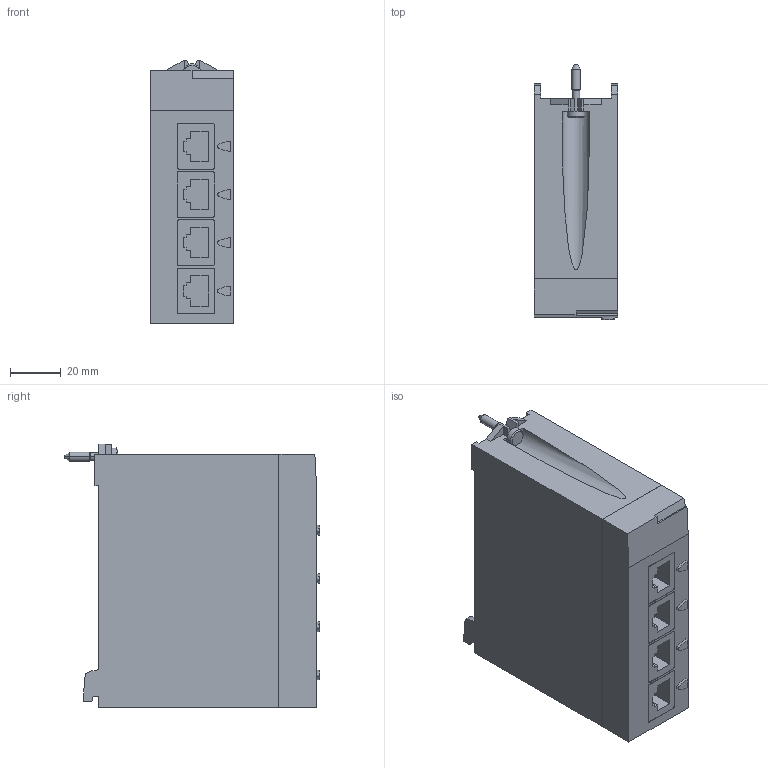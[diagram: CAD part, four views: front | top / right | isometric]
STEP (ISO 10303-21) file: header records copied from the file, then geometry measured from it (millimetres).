
FILE_DESCRIPTION(('starvars output'),'2;1');
FILE_NAME('BMXNOC0401_3D.stp','12:15:02 2020/04/01',( 'Thomas Industrial Network Germany GmbH'),( 'Thomas Industrial Network Germany GmbH'),'unknown preprocess','ACIS' ,'unknown authorization');
FILE_SCHEMA(('CONFIG_CONTROL_DESIGN {UNKNOWN IMPLEMENTATION LEVEL}'));
Length unit declared in the file: millimetre
Products named in the file (1): PRODUCT_ID_9
Bounding box: 33 x 100.5 x 104 mm (x, y, z)
Volume: 278463.8 mm3; surface area: 32270.5 mm2
Topology: 1 solids, 1 shells, 189 faces, 503 edges, 330 vertices
Faces by surface type: plane 133, cylinder 50, cone 6
Entity records: 5615 total; most frequent: ORIENTED_EDGE 1006, CARTESIAN_POINT 956, DIRECTION 880, EDGE_CURVE 503, VECTOR 372, LINE 372, VERTEX_POINT 330, AXIS2_PLACEMENT_3D 254
